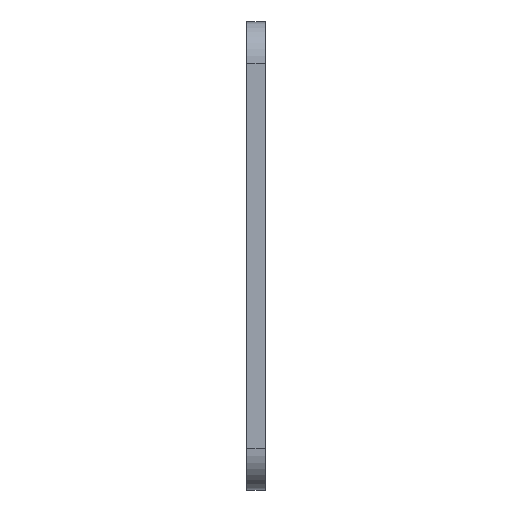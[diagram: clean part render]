
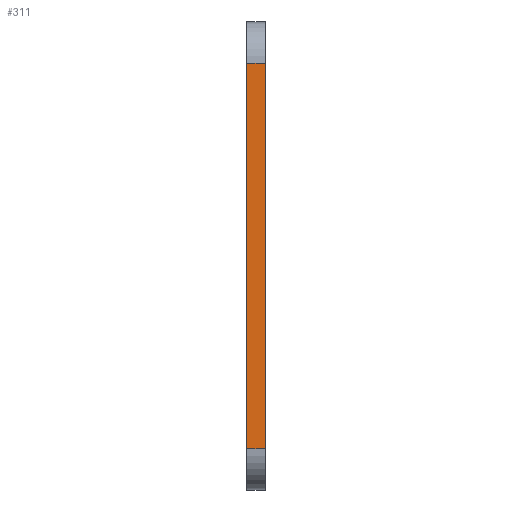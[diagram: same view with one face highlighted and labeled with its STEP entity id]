
A CAD part, left-side view. The second image highlights one B-rep face of the part: STEP entity #311.
In plain terms, the highlighted planar face has unit normal (-1, 0, 0).
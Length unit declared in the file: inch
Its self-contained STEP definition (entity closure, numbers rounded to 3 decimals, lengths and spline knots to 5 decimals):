
#8 = LINE ( 'NONE', #432, #131 ) ;
#13 = CARTESIAN_POINT ( 'NONE',  ( -1.72325, 0.115, 1.175 ) ) ;
#41 = CARTESIAN_POINT ( 'NONE',  ( -1.72325, 0., 1.425 ) ) ;
#89 = EDGE_LOOP ( 'NONE', ( #96, #261, #244, #524 ) ) ;
#96 = ORIENTED_EDGE ( 'NONE', *, *, #460, .T. ) ;
#124 = VERTEX_POINT ( 'NONE', #741 ) ;
#131 = VECTOR ( 'NONE', #635, 39.37008 ) ;
#183 = DIRECTION ( 'NONE',  ( 1., 0., 0. ) ) ;
#207 = LINE ( 'NONE', #760, #531 ) ;
#244 = ORIENTED_EDGE ( 'NONE', *, *, #353, .F. ) ;
#261 = ORIENTED_EDGE ( 'NONE', *, *, #371, .T. ) ;
#265 = CARTESIAN_POINT ( 'NONE',  ( -1.72325, 0.115, -1.175 ) ) ;
#269 = VERTEX_POINT ( 'NONE', #559 ) ;
#272 = VECTOR ( 'NONE', #655, 39.37008 ) ;
#291 = LINE ( 'NONE', #265, #272 ) ;
#311 = ADVANCED_FACE ( 'NONE', ( #564 ), #637, .F. ) ;
#320 = AXIS2_PLACEMENT_3D ( 'NONE', #567, #183, #643 ) ;
#353 = EDGE_CURVE ( 'NONE', #124, #580, #207, .T. ) ;
#371 = EDGE_CURVE ( 'NONE', #673, #580, #8, .T. ) ;
#432 = CARTESIAN_POINT ( 'NONE',  ( -1.72325, 0.115, 1.175 ) ) ;
#437 = DIRECTION ( 'NONE',  ( 0., 0., 1. ) ) ;
#460 = EDGE_CURVE ( 'NONE', #269, #673, #835, .T. ) ;
#468 = EDGE_CURVE ( 'NONE', #124, #269, #291, .T. ) ;
#492 = VECTOR ( 'NONE', #437, 39.37008 ) ;
#506 = DIRECTION ( 'NONE',  ( 0., 0., 1. ) ) ;
#524 = ORIENTED_EDGE ( 'NONE', *, *, #468, .T. ) ;
#531 = VECTOR ( 'NONE', #506, 39.37008 ) ;
#559 = CARTESIAN_POINT ( 'NONE',  ( -1.72325, 0., -1.175 ) ) ;
#564 = FACE_OUTER_BOUND ( 'NONE', #89, .T. ) ;
#567 = CARTESIAN_POINT ( 'NONE',  ( -1.72325, 0.115, 1.425 ) ) ;
#580 = VERTEX_POINT ( 'NONE', #13 ) ;
#635 = DIRECTION ( 'NONE',  ( 0., 1., 0. ) ) ;
#637 = PLANE ( 'NONE',  #320 ) ;
#643 = DIRECTION ( 'NONE',  ( 0., 0., -1. ) ) ;
#655 = DIRECTION ( 'NONE',  ( 0., -1., 0. ) ) ;
#673 = VERTEX_POINT ( 'NONE', #736 ) ;
#736 = CARTESIAN_POINT ( 'NONE',  ( -1.72325, 0., 1.175 ) ) ;
#741 = CARTESIAN_POINT ( 'NONE',  ( -1.72325, 0.115, -1.175 ) ) ;
#760 = CARTESIAN_POINT ( 'NONE',  ( -1.72325, 0.115, 1.425 ) ) ;
#835 = LINE ( 'NONE', #41, #492 ) ;
